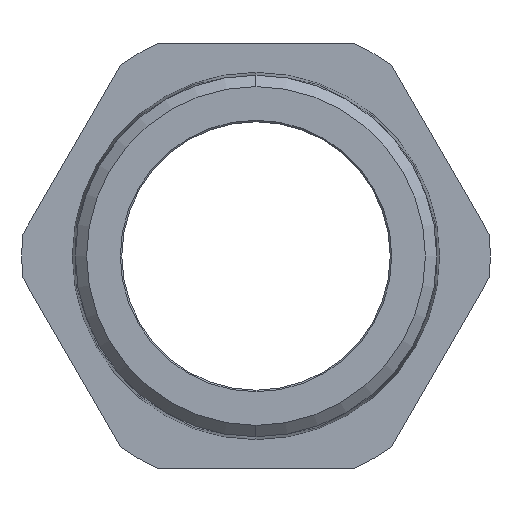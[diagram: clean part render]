
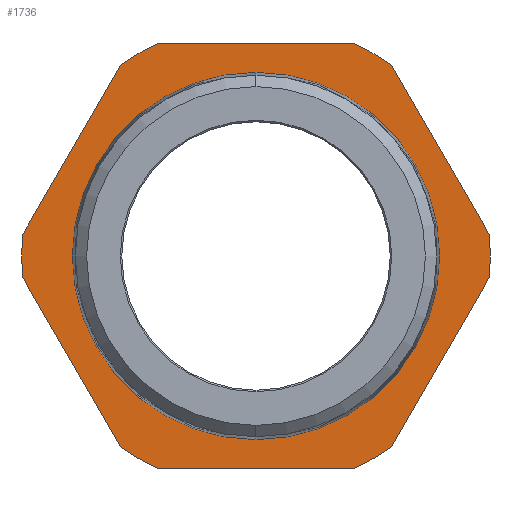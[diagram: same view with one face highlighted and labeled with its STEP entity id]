
A CAD part, left-side view. The second image highlights one B-rep face of the part: STEP entity #1736.
In plain terms, the highlighted planar face has unit normal (-1, 0, 0).
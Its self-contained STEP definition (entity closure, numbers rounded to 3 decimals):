
#26 = DIRECTION ( 'NONE',  ( 0., 0., 1. ) ) ;
#27 = ORIENTED_EDGE ( 'NONE', *, *, #336, .T. ) ;
#63 = CARTESIAN_POINT ( 'NONE',  ( 27.2, 0., 0. ) ) ;
#76 = DIRECTION ( 'NONE',  ( 0., 0., 1. ) ) ;
#78 = DIRECTION ( 'NONE',  ( -1., 0., 0. ) ) ;
#121 = VERTEX_POINT ( 'NONE', #3085 ) ;
#232 = VERTEX_POINT ( 'NONE', #683 ) ;
#262 = CARTESIAN_POINT ( 'NONE',  ( 27.2, 0., 0. ) ) ;
#267 = VECTOR ( 'NONE', #1595, 1000. ) ;
#269 = LINE ( 'NONE', #1356, #2403 ) ;
#336 = EDGE_CURVE ( 'NONE', #232, #1903, #2479, .T. ) ;
#363 = AXIS2_PLACEMENT_3D ( 'NONE', #1339, #78, #1585 ) ;
#414 = EDGE_CURVE ( 'NONE', #2862, #2427, #1977, .T. ) ;
#458 = EDGE_CURVE ( 'NONE', #1903, #1008, #1605, .T. ) ;
#460 = DIRECTION ( 'NONE',  ( 0., 0., 1. ) ) ;
#469 = CARTESIAN_POINT ( 'NONE',  ( 27.2, 0., 0. ) ) ;
#590 = CARTESIAN_POINT ( 'NONE',  ( 27.2, 16.062, 35.05 ) ) ;
#595 = AXIS2_PLACEMENT_3D ( 'NONE', #469, #1224, #714 ) ;
#614 = DIRECTION ( 'NONE',  ( -1., 0., 0. ) ) ;
#664 = EDGE_CURVE ( 'NONE', #1017, #851, #269, .T. ) ;
#677 = EDGE_CURVE ( 'NONE', #990, #1485, #944, .T. ) ;
#683 = CARTESIAN_POINT ( 'NONE',  ( 27.2, 22.323, 31.435 ) ) ;
#692 = EDGE_CURVE ( 'NONE', #2665, #232, #1060, .T. ) ;
#714 = DIRECTION ( 'NONE',  ( 0., 0., 1. ) ) ;
#723 = DIRECTION ( 'NONE',  ( 0., 0.5, -0.866 ) ) ;
#790 = CARTESIAN_POINT ( 'NONE',  ( 27.2, 30.25, 0. ) ) ;
#844 = DIRECTION ( 'NONE',  ( 0., 0., 1. ) ) ;
#851 = VERTEX_POINT ( 'NONE', #1114 ) ;
#855 = CIRCLE ( 'NONE', #1662, 30.25 ) ;
#906 = CIRCLE ( 'NONE', #2956, 38.555 ) ;
#909 = EDGE_LOOP ( 'NONE', ( #2819, #1394 ) ) ;
#913 = CARTESIAN_POINT ( 'NONE',  ( 27.2, -22.323, 31.435 ) ) ;
#914 = CARTESIAN_POINT ( 'NONE',  ( 27.2, 38.385, -3.615 ) ) ;
#944 = CIRCLE ( 'NONE', #363, 38.555 ) ;
#948 = LINE ( 'NONE', #2135, #2176 ) ;
#990 = VERTEX_POINT ( 'NONE', #2137 ) ;
#1008 = VERTEX_POINT ( 'NONE', #914 ) ;
#1010 = ORIENTED_EDGE ( 'NONE', *, *, #2158, .T. ) ;
#1017 = VERTEX_POINT ( 'NONE', #3150 ) ;
#1042 = DIRECTION ( 'NONE',  ( 0., 0., 1. ) ) ;
#1060 = CIRCLE ( 'NONE', #1326, 38.555 ) ;
#1080 = DIRECTION ( 'NONE',  ( 0., -0.5, -0.866 ) ) ;
#1087 = EDGE_CURVE ( 'NONE', #1962, #121, #1785, .T. ) ;
#1109 = EDGE_LOOP ( 'NONE', ( #2691, #1872, #2932, #1751, #1683, #2475, #2979, #2473, #1688, #1010, #2100, #27 ) ) ;
#1114 = CARTESIAN_POINT ( 'NONE',  ( 27.2, -16.062, -35.05 ) ) ;
#1129 = CARTESIAN_POINT ( 'NONE',  ( 27.2, 0., 0. ) ) ;
#1215 = LINE ( 'NONE', #2077, #2366 ) ;
#1222 = AXIS2_PLACEMENT_3D ( 'NONE', #790, #1784, #1042 ) ;
#1224 = DIRECTION ( 'NONE',  ( -1., 0., 0. ) ) ;
#1261 = VECTOR ( 'NONE', #723, 1000. ) ;
#1285 = PLANE ( 'NONE',  #1222 ) ;
#1326 = AXIS2_PLACEMENT_3D ( 'NONE', #63, #1812, #844 ) ;
#1330 = CARTESIAN_POINT ( 'NONE',  ( 27.2, 38.385, 3.615 ) ) ;
#1339 = CARTESIAN_POINT ( 'NONE',  ( 27.2, 0., 0. ) ) ;
#1356 = CARTESIAN_POINT ( 'NONE',  ( 27.2, -16.062, -35.05 ) ) ;
#1389 = EDGE_CURVE ( 'NONE', #2427, #2862, #855, .T. ) ;
#1394 = ORIENTED_EDGE ( 'NONE', *, *, #1389, .F. ) ;
#1430 = CARTESIAN_POINT ( 'NONE',  ( 27.2, 0., 0. ) ) ;
#1485 = VERTEX_POINT ( 'NONE', #1668 ) ;
#1546 = VECTOR ( 'NONE', #1990, 1000. ) ;
#1578 = CIRCLE ( 'NONE', #2057, 38.555 ) ;
#1585 = DIRECTION ( 'NONE',  ( 0., 0., 1. ) ) ;
#1595 = DIRECTION ( 'NONE',  ( 0., 1., 0. ) ) ;
#1605 = CIRCLE ( 'NONE', #2841, 38.555 ) ;
#1645 = EDGE_CURVE ( 'NONE', #1978, #990, #3026, .T. ) ;
#1662 = AXIS2_PLACEMENT_3D ( 'NONE', #2556, #614, #76 ) ;
#1668 = CARTESIAN_POINT ( 'NONE',  ( 27.2, -38.385, 3.615 ) ) ;
#1678 = CARTESIAN_POINT ( 'NONE',  ( 27.2, 38.385, 3.615 ) ) ;
#1683 = ORIENTED_EDGE ( 'NONE', *, *, #1981, .T. ) ;
#1688 = ORIENTED_EDGE ( 'NONE', *, *, #1087, .T. ) ;
#1736 = ADVANCED_FACE ( 'NONE', ( #2536, #2453 ), #1285, .T. ) ;
#1751 = ORIENTED_EDGE ( 'NONE', *, *, #664, .T. ) ;
#1754 = CARTESIAN_POINT ( 'NONE',  ( 27.2, -38.385, -3.615 ) ) ;
#1779 = CARTESIAN_POINT ( 'NONE',  ( 27.2, 0., 30.25 ) ) ;
#1784 = DIRECTION ( 'NONE',  ( -1., 0., 0. ) ) ;
#1785 = CIRCLE ( 'NONE', #2138, 38.555 ) ;
#1812 = DIRECTION ( 'NONE',  ( -1., 0., 0. ) ) ;
#1872 = ORIENTED_EDGE ( 'NONE', *, *, #2169, .T. ) ;
#1903 = VERTEX_POINT ( 'NONE', #1330 ) ;
#1926 = EDGE_CURVE ( 'NONE', #1485, #1962, #948, .T. ) ;
#1962 = VERTEX_POINT ( 'NONE', #913 ) ;
#1977 = CIRCLE ( 'NONE', #595, 30.25 ) ;
#1978 = VERTEX_POINT ( 'NONE', #3138 ) ;
#1981 = EDGE_CURVE ( 'NONE', #851, #1978, #906, .T. ) ;
#1990 = DIRECTION ( 'NONE',  ( 0., -0.5, 0.866 ) ) ;
#2057 = AXIS2_PLACEMENT_3D ( 'NONE', #2878, #2607, #3121 ) ;
#2077 = CARTESIAN_POINT ( 'NONE',  ( 27.2, 22.323, -31.435 ) ) ;
#2100 = ORIENTED_EDGE ( 'NONE', *, *, #692, .T. ) ;
#2135 = CARTESIAN_POINT ( 'NONE',  ( 27.2, -22.323, 31.435 ) ) ;
#2137 = CARTESIAN_POINT ( 'NONE',  ( 27.2, -38.385, -3.615 ) ) ;
#2138 = AXIS2_PLACEMENT_3D ( 'NONE', #1430, #2426, #460 ) ;
#2158 = EDGE_CURVE ( 'NONE', #121, #2665, #2245, .T. ) ;
#2169 = EDGE_CURVE ( 'NONE', #1008, #2790, #1215, .T. ) ;
#2176 = VECTOR ( 'NONE', #3122, 1000. ) ;
#2179 = CARTESIAN_POINT ( 'NONE',  ( 27.2, 22.323, -31.435 ) ) ;
#2245 = LINE ( 'NONE', #590, #267 ) ;
#2271 = CARTESIAN_POINT ( 'NONE',  ( 27.2, 0., -30.25 ) ) ;
#2294 = DIRECTION ( 'NONE',  ( 0., -1., 0. ) ) ;
#2366 = VECTOR ( 'NONE', #1080, 1000. ) ;
#2378 = DIRECTION ( 'NONE',  ( -1., 0., 0. ) ) ;
#2403 = VECTOR ( 'NONE', #2294, 1000. ) ;
#2426 = DIRECTION ( 'NONE',  ( -1., 0., 0. ) ) ;
#2427 = VERTEX_POINT ( 'NONE', #2271 ) ;
#2453 = FACE_OUTER_BOUND ( 'NONE', #1109, .T. ) ;
#2473 = ORIENTED_EDGE ( 'NONE', *, *, #1926, .T. ) ;
#2475 = ORIENTED_EDGE ( 'NONE', *, *, #1645, .T. ) ;
#2479 = LINE ( 'NONE', #1678, #1261 ) ;
#2510 = DIRECTION ( 'NONE',  ( -1., 0., 0. ) ) ;
#2536 = FACE_BOUND ( 'NONE', #909, .T. ) ;
#2556 = CARTESIAN_POINT ( 'NONE',  ( 27.2, 0., 0. ) ) ;
#2607 = DIRECTION ( 'NONE',  ( -1., 0., 0. ) ) ;
#2616 = CARTESIAN_POINT ( 'NONE',  ( 27.2, 16.062, 35.05 ) ) ;
#2653 = EDGE_CURVE ( 'NONE', #2790, #1017, #1578, .T. ) ;
#2665 = VERTEX_POINT ( 'NONE', #2616 ) ;
#2691 = ORIENTED_EDGE ( 'NONE', *, *, #458, .T. ) ;
#2790 = VERTEX_POINT ( 'NONE', #2179 ) ;
#2819 = ORIENTED_EDGE ( 'NONE', *, *, #414, .F. ) ;
#2841 = AXIS2_PLACEMENT_3D ( 'NONE', #262, #2510, #26 ) ;
#2857 = DIRECTION ( 'NONE',  ( 0., 0., 1. ) ) ;
#2862 = VERTEX_POINT ( 'NONE', #1779 ) ;
#2878 = CARTESIAN_POINT ( 'NONE',  ( 27.2, 0., 0. ) ) ;
#2932 = ORIENTED_EDGE ( 'NONE', *, *, #2653, .T. ) ;
#2956 = AXIS2_PLACEMENT_3D ( 'NONE', #1129, #2378, #2857 ) ;
#2979 = ORIENTED_EDGE ( 'NONE', *, *, #677, .T. ) ;
#3026 = LINE ( 'NONE', #1754, #1546 ) ;
#3085 = CARTESIAN_POINT ( 'NONE',  ( 27.2, -16.062, 35.05 ) ) ;
#3121 = DIRECTION ( 'NONE',  ( 0., 0., 1. ) ) ;
#3122 = DIRECTION ( 'NONE',  ( 0., 0.5, 0.866 ) ) ;
#3138 = CARTESIAN_POINT ( 'NONE',  ( 27.2, -22.323, -31.435 ) ) ;
#3150 = CARTESIAN_POINT ( 'NONE',  ( 27.2, 16.062, -35.05 ) ) ;
